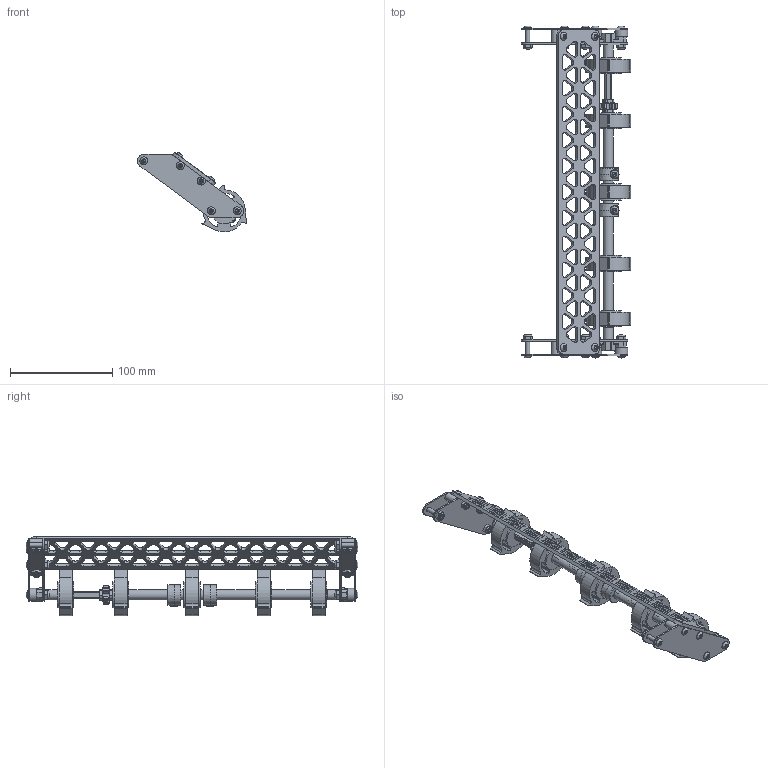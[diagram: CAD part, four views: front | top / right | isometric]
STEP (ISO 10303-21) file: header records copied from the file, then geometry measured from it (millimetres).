
FILE_DESCRIPTION(/* description */ (''),/* implementation_level */ '2;1');
FILE_NAME(/* name */ 'Front Roller Assembly.step',/* time_stamp */ '2024-06-27T21:45:30-05:00',/* author */ (''),/* organization */ (''),/* preprocessor_version */ 'ST-DEVELOPER v20',/* originating_system */ 'Autodesk Translation Framework v13.14.0.145',/* authorisation */ '');
FILE_SCHEMA (('AUTOMOTIVE_DESIGN { 1 0 10303 214 3 1 1 }'));
Products named in the file (31): Front Roller Assembly; Cross Bar Triangle; Cross Bar v10 - Cross Bar v10 v1; Outer Intake Bar; Inner Intake Bar; Intake Cross Bar Mount; 276-3524; Bearing Flat HS; Spacer (Nylon), .500 OD v1; Screw Star v1; Screw Star v1 (1); Nut Thin Nylock; Pronged Intake Wheel; Spacer HS v1; Pronged Intake Wheel_1; 8T Sprocket, 6P (276-8030); Pronged Intake Wheel_2; Intake Spacer 1.375"; Intake Spacer 0.5" v2; Intake Spacer 2" v2; Pronged Intake Wheel_3; Intake Spacer 1.375"_1; Intake Spacer 0.5" v2_1; Intake Spacer 2" v2_1; Intake Spacer 1.375"_2; Intake Spacer 0.5" v2_2; Intake Spacer 2" v2_2; HS Clamping Shaft Collar, Screw; Pronged Intake Wheel_4; Spacer HS v1 (1); Spacer HS v1 (2)
Assembly tree (64 placements, depth 4):
  Front Roller Assembly
    Outer Intake Bar  x2
    Inner Intake Bar  x2
    Intake Cross Bar Mount  x2
    Cross Bar Triangle
      Cross Bar v10 - Cross Bar v10 v1
    276-3524
    Screw Star v1  x10
    Nut Thin Nylock  x14
    Bearing Flat HS  x2
    Spacer (Nylon), .500 OD v1  x4
    Screw Star v1 (1)  x4
    Spacer HS v1  x2
    Pronged Intake Wheel
    Pronged Intake Wheel_1
    8T Sprocket, 6P (276-8030)
    Pronged Intake Wheel_2
    Intake Spacer 1.375"
      Intake Spacer 0.5" v2
        Intake Spacer 2" v2
    Pronged Intake Wheel_3
    Intake Spacer 1.375"_1
      Intake Spacer 0.5" v2_1
        Intake Spacer 2" v2_1
    Intake Spacer 1.375"_2
      Intake Spacer 0.5" v2_2
        Intake Spacer 2" v2_2
    HS Clamping Shaft Collar, Screw  x2
    Pronged Intake Wheel_4
    Spacer HS v1 (1)
    Spacer HS v1 (2)
Bounding box: 107 x 325.09 x 78.16 mm (x, y, z)
Volume: 171488.4 mm3; surface area: 134843.2 mm2
Topology: 71 solids, 71 shells, 2984 faces, 7416 edges, 4498 vertices
Faces by surface type: cylinder 1288, plane 882, torus 260, cone 256, sphere 152, bspline 146
Full cylindrical faces by diameter (mm): 3.391 x30, 4.166 x16, 4.2 x4, 4.242 x4, 4.623 x32, 4.928 x4, 5.588 x16, 7.8 x2, 7.874 x14, 7.925 x16, 8.382 x2, 9.144 x2, 10 x7, 12.7 x4, 25.4 x10
Entity records: 59591 total; most frequent: CARTESIAN_POINT 13404, DIRECTION 10047, ORIENTED_EDGE 9242, EDGE_CURVE 4621, AXIS2_PLACEMENT_3D 3914, VERTEX_POINT 2870, LINE 2219, VECTOR 2219
